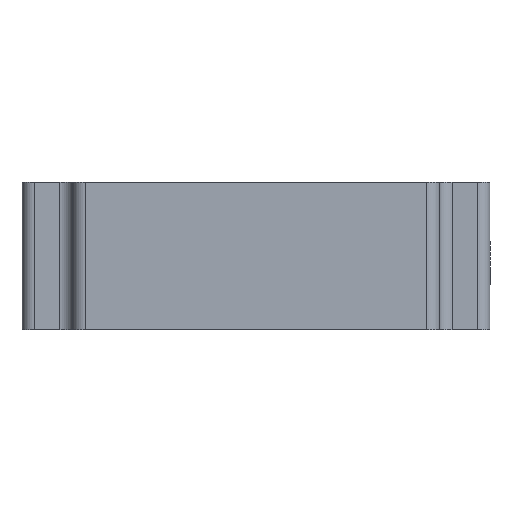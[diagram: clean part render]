
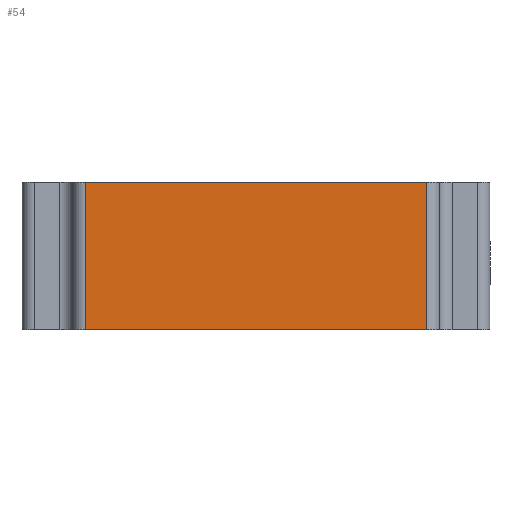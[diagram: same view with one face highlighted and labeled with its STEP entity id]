
A CAD part, front view. The second image highlights one B-rep face of the part: STEP entity #54.
In plain terms, the highlighted planar face has unit normal (0, -1, 0).
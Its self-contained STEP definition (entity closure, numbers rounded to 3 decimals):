
#54 = ADVANCED_FACE ( 'NONE', ( #923 ), #143, .T. ) ;
#140 = DIRECTION ( 'NONE',  ( 1., 0., 0. ) ) ;
#141 = DIRECTION ( 'NONE',  ( 0., -1., 0. ) ) ;
#143 = PLANE ( 'NONE',  #1508 ) ;
#156 = CARTESIAN_POINT ( 'NONE',  ( 40.5, 0., 17.5 ) ) ;
#217 = EDGE_CURVE ( 'NONE', #1165, #1164, #325, .T. ) ;
#240 = EDGE_CURVE ( 'NONE', #1164, #986, #365, .T. ) ;
#241 = EDGE_CURVE ( 'NONE', #1165, #984, #369, .T. ) ;
#325 = LINE ( 'NONE', #736, #330 ) ;
#330 = VECTOR ( 'NONE', #726, 1000. ) ;
#365 = LINE ( 'NONE', #518, #370 ) ;
#369 = LINE ( 'NONE', #561, #372 ) ;
#370 = VECTOR ( 'NONE', #567, 1000. ) ;
#372 = VECTOR ( 'NONE', #559, 1000. ) ;
#454 = CARTESIAN_POINT ( 'NONE',  ( 40.5, 0., -17.5 ) ) ;
#518 = CARTESIAN_POINT ( 'NONE',  ( -40.5, 0., 17.5 ) ) ;
#559 = DIRECTION ( 'NONE',  ( 0., 0., -1. ) ) ;
#561 = CARTESIAN_POINT ( 'NONE',  ( 40.5, 0., 17.5 ) ) ;
#567 = DIRECTION ( 'NONE',  ( 0., 0., -1. ) ) ;
#726 = DIRECTION ( 'NONE',  ( -1., 0., 0. ) ) ;
#736 = CARTESIAN_POINT ( 'NONE',  ( 40.5, 0., 17.5 ) ) ;
#923 = FACE_OUTER_BOUND ( 'NONE', #1206, .T. ) ;
#984 = VERTEX_POINT ( 'NONE', #454 ) ;
#986 = VERTEX_POINT ( 'NONE', #1491 ) ;
#1030 = CARTESIAN_POINT ( 'NONE',  ( 40.5, 0., -17.5 ) ) ;
#1031 = DIRECTION ( 'NONE',  ( -1., 0., 0. ) ) ;
#1079 = LINE ( 'NONE', #1030, #1082 ) ;
#1082 = VECTOR ( 'NONE', #1031, 1000. ) ;
#1164 = VERTEX_POINT ( 'NONE', #1494 ) ;
#1165 = VERTEX_POINT ( 'NONE', #1493 ) ;
#1206 = EDGE_LOOP ( 'NONE', ( #1642, #1641, #1640, #1639 ) ) ;
#1491 = CARTESIAN_POINT ( 'NONE',  ( -40.5, 0., -17.5 ) ) ;
#1493 = CARTESIAN_POINT ( 'NONE',  ( 40.5, 0., 17.5 ) ) ;
#1494 = CARTESIAN_POINT ( 'NONE',  ( -40.5, 0., 17.5 ) ) ;
#1508 = AXIS2_PLACEMENT_3D ( 'NONE', #156, #141, #140 ) ;
#1540 = EDGE_CURVE ( 'NONE', #984, #986, #1079, .T. ) ;
#1639 = ORIENTED_EDGE ( 'NONE', *, *, #240, .T. ) ;
#1640 = ORIENTED_EDGE ( 'NONE', *, *, #217, .T. ) ;
#1641 = ORIENTED_EDGE ( 'NONE', *, *, #241, .F. ) ;
#1642 = ORIENTED_EDGE ( 'NONE', *, *, #1540, .F. ) ;
